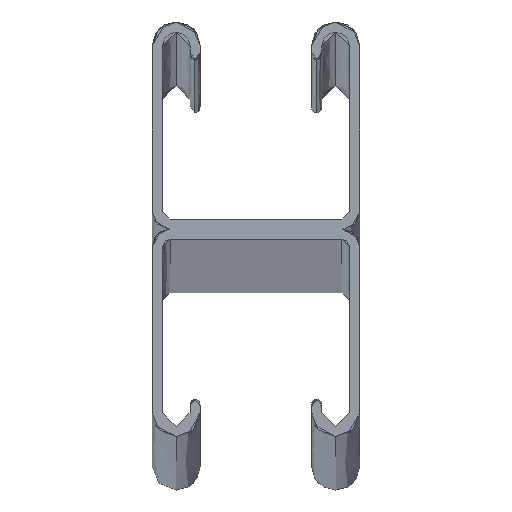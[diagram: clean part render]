
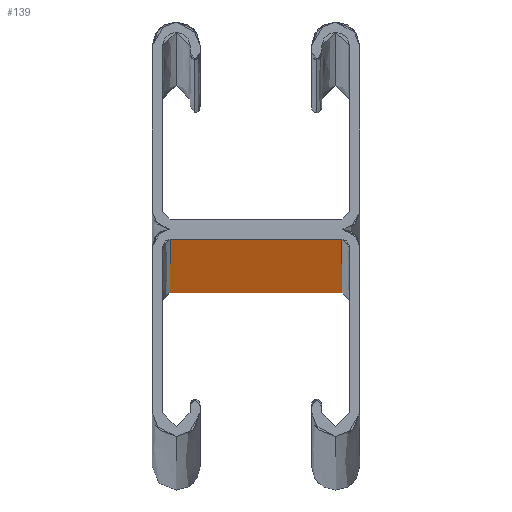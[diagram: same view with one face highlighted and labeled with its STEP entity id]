
A CAD part, top view. The second image highlights one B-rep face of the part: STEP entity #139.
In plain terms, the highlighted planar face has unit normal (0, -1, 0).
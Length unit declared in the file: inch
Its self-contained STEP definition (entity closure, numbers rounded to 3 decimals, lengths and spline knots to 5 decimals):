
#139=ADVANCED_FACE('',(#292),#293,.T.);
#292=FACE_OUTER_BOUND('',#582,.T.);
#293=PLANE('',#583);
#582=EDGE_LOOP('',(#985,#986,#987,#988));
#583=AXIS2_PLACEMENT_3D('',#989,#990,#991);
#985=ORIENTED_EDGE('',*,*,#1314,.T.);
#986=ORIENTED_EDGE('',*,*,#1315,.F.);
#987=ORIENTED_EDGE('',*,*,#1293,.F.);
#988=ORIENTED_EDGE('',*,*,#1316,.T.);
#989=CARTESIAN_POINT('',(0.31272,0.77231,0.0));
#990=DIRECTION('',(0.0,-1.0,0.0));
#991=DIRECTION('',(1.0,0.0,-0.0));
#1293=EDGE_CURVE('',#1583,#1585,#1586,.T.);
#1314=EDGE_CURVE('',#1612,#1613,#1614,.T.);
#1315=EDGE_CURVE('',#1585,#1613,#1615,.T.);
#1316=EDGE_CURVE('',#1583,#1612,#1616,.T.);
#1583=VERTEX_POINT('',#2063);
#1585=VERTEX_POINT('',#2068);
#1586=LINE('',#2069,#2070);
#1612=VERTEX_POINT('',#2140);
#1613=VERTEX_POINT('',#2141);
#1614=LINE('',#2142,#2143);
#1615=LINE('',#2144,#2145);
#1616=LINE('',#2146,#2147);
#2063=CARTESIAN_POINT('',(0.64971,0.77231,0.0));
#2068=CARTESIAN_POINT('',(-0.02428,0.77231,0.0));
#2069=CARTESIAN_POINT('',(0.64971,0.77231,0.0));
#2070=VECTOR('',#2313,1.0);
#2140=CARTESIAN_POINT('',(0.64971,0.77231,120.0));
#2141=CARTESIAN_POINT('',(-0.02428,0.77231,120.0));
#2142=CARTESIAN_POINT('',(0.64971,0.77231,120.0));
#2143=VECTOR('',#2319,1.0);
#2144=CARTESIAN_POINT('',(-0.02428,0.77231,0.0));
#2145=VECTOR('',#2320,1.0);
#2146=CARTESIAN_POINT('',(0.64971,0.77231,0.0));
#2147=VECTOR('',#2321,1.0);
#2313=DIRECTION('',(-1.0,0.0,0.0));
#2319=DIRECTION('',(-1.0,0.0,0.0));
#2320=DIRECTION('',(0.0,0.0,1.0));
#2321=DIRECTION('',(0.0,0.0,1.0));
